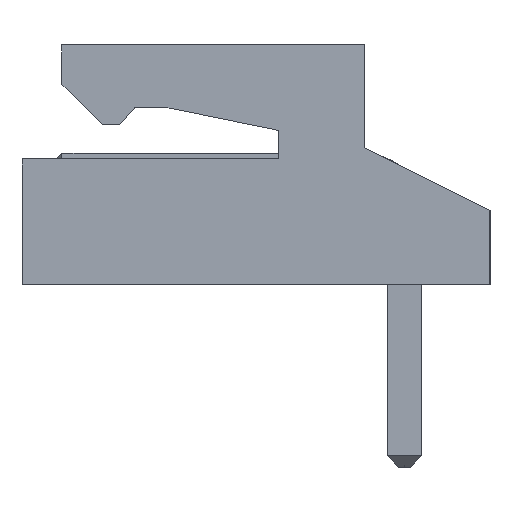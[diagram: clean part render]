
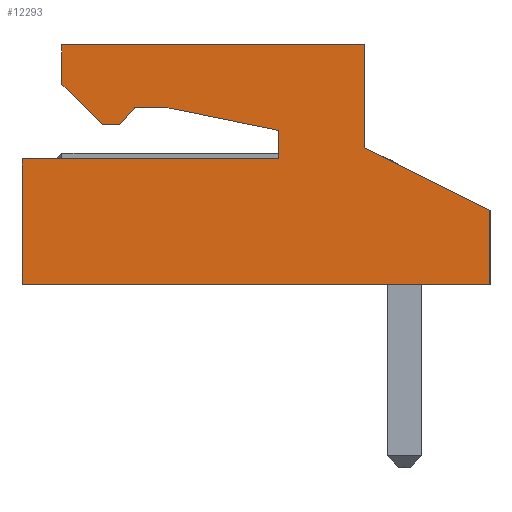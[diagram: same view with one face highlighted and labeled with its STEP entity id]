
A CAD part, left-side view. The second image highlights one B-rep face of the part: STEP entity #12293.
In plain terms, the highlighted face is planar.
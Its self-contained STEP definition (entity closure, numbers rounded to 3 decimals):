
#153 = DIRECTION ( 'NONE',  ( 0., 1., 0. ) ) ;
#382 = VERTEX_POINT ( 'NONE', #931 ) ;
#560 = EDGE_CURVE ( 'NONE', #12699, #4600, #10919, .T. ) ;
#594 = CARTESIAN_POINT ( 'NONE',  ( 2.5, 2.8, 5.286 ) ) ;
#931 = CARTESIAN_POINT ( 'NONE',  ( 2.5, 2.7, 2.2 ) ) ;
#971 = VECTOR ( 'NONE', #12075, 1000. ) ;
#996 = CARTESIAN_POINT ( 'NONE',  ( 2.5, 2.8, 5.286 ) ) ;
#1002 = CARTESIAN_POINT ( 'NONE',  ( 2.5, 2.4, 0.7 ) ) ;
#1058 = DIRECTION ( 'NONE',  ( 0., -1., 0. ) ) ;
#1081 = VECTOR ( 'NONE', #11862, 1000. ) ;
#1138 = CARTESIAN_POINT ( 'NONE',  ( 2.5, 3.1, 4.16 ) ) ;
#1177 = CARTESIAN_POINT ( 'NONE',  ( 2.5, 2.7, 2.2 ) ) ;
#1539 = EDGE_CURVE ( 'NONE', #2396, #8250, #9617, .T. ) ;
#1564 = VERTEX_POINT ( 'NONE', #5338 ) ;
#1615 = EDGE_CURVE ( 'NONE', #2447, #13520, #12877, .T. ) ;
#1927 = VECTOR ( 'NONE', #10077, 1000. ) ;
#2233 = EDGE_CURVE ( 'NONE', #1564, #2396, #7671, .T. ) ;
#2396 = VERTEX_POINT ( 'NONE', #6811 ) ;
#2411 = PLANE ( 'NONE',  #9084 ) ;
#2447 = VERTEX_POINT ( 'NONE', #13695 ) ;
#2566 = DIRECTION ( 'NONE',  ( -1., 0., 0. ) ) ;
#2593 = CARTESIAN_POINT ( 'NONE',  ( 2.5, 2.2, 2.2 ) ) ;
#2641 = EDGE_CURVE ( 'NONE', #8565, #7523, #9614, .T. ) ;
#2720 = EDGE_LOOP ( 'NONE', ( #12278, #7815, #10604, #2825, #13349, #4579, #9124, #11846, #10149, #2937, #9756, #5005, #13790, #9218 ) ) ;
#2825 = ORIENTED_EDGE ( 'NONE', *, *, #1539, .F. ) ;
#2937 = ORIENTED_EDGE ( 'NONE', *, *, #7302, .F. ) ;
#3571 = VECTOR ( 'NONE', #12616, 1000. ) ;
#3708 = VECTOR ( 'NONE', #9106, 1000. ) ;
#3943 = CARTESIAN_POINT ( 'NONE',  ( 2.5, 0., 6.7 ) ) ;
#4076 = DIRECTION ( 'NONE',  ( 0., 1., 0. ) ) ;
#4167 = CARTESIAN_POINT ( 'NONE',  ( 2.5, 0., 0.7 ) ) ;
#4344 = CARTESIAN_POINT ( 'NONE',  ( 2.5, 0., -1.5 ) ) ;
#4548 = LINE ( 'NONE', #1177, #971 ) ;
#4579 = ORIENTED_EDGE ( 'NONE', *, *, #8949, .F. ) ;
#4600 = VERTEX_POINT ( 'NONE', #6103 ) ;
#4914 = CARTESIAN_POINT ( 'NONE',  ( 2.5, 4.2, 6.7 ) ) ;
#5005 = ORIENTED_EDGE ( 'NONE', *, *, #1615, .F. ) ;
#5203 = DIRECTION ( 'NONE',  ( 0., 0., 1. ) ) ;
#5312 = CARTESIAN_POINT ( 'NONE',  ( 2.5, 2.4, 0.7 ) ) ;
#5336 = DIRECTION ( 'NONE',  ( 0., 1., 0. ) ) ;
#5338 = CARTESIAN_POINT ( 'NONE',  ( 2.5, 3.1, 4.721 ) ) ;
#5830 = CARTESIAN_POINT ( 'NONE',  ( 2.5, 2.2, 6.7 ) ) ;
#5868 = VECTOR ( 'NONE', #5203, 1000. ) ;
#6103 = CARTESIAN_POINT ( 'NONE',  ( 2.5, 4.2, 6. ) ) ;
#6457 = EDGE_CURVE ( 'NONE', #8250, #12699, #13984, .T. ) ;
#6811 = CARTESIAN_POINT ( 'NONE',  ( 2.5, 2.8, 4.986 ) ) ;
#7152 = CARTESIAN_POINT ( 'NONE',  ( 2.5, 0., 6.7 ) ) ;
#7302 = EDGE_CURVE ( 'NONE', #12343, #8344, #13657, .T. ) ;
#7523 = VERTEX_POINT ( 'NONE', #12363 ) ;
#7671 = LINE ( 'NONE', #13129, #10198 ) ;
#7691 = VECTOR ( 'NONE', #153, 1000. ) ;
#7815 = ORIENTED_EDGE ( 'NONE', *, *, #560, .F. ) ;
#7859 = VERTEX_POINT ( 'NONE', #1138 ) ;
#7986 = CARTESIAN_POINT ( 'NONE',  ( 2.5, 3.1, 4.721 ) ) ;
#8035 = EDGE_CURVE ( 'NONE', #4600, #7523, #10456, .T. ) ;
#8153 = EDGE_CURVE ( 'NONE', #382, #7859, #4548, .T. ) ;
#8240 = VECTOR ( 'NONE', #10161, 1000. ) ;
#8250 = VERTEX_POINT ( 'NONE', #594 ) ;
#8344 = VERTEX_POINT ( 'NONE', #11550 ) ;
#8556 = VECTOR ( 'NONE', #4076, 1000. ) ;
#8565 = VERTEX_POINT ( 'NONE', #1002 ) ;
#8805 = LINE ( 'NONE', #5312, #1081 ) ;
#8819 = CARTESIAN_POINT ( 'NONE',  ( 2.5, 3.5, 6. ) ) ;
#8931 = CARTESIAN_POINT ( 'NONE',  ( 2.5, 0., 6.7 ) ) ;
#8949 = EDGE_CURVE ( 'NONE', #7859, #1564, #12091, .T. ) ;
#9084 = AXIS2_PLACEMENT_3D ( 'NONE', #12263, #2566, #13249 ) ;
#9106 = DIRECTION ( 'NONE',  ( 0., 0., 1. ) ) ;
#9124 = ORIENTED_EDGE ( 'NONE', *, *, #8153, .F. ) ;
#9218 = ORIENTED_EDGE ( 'NONE', *, *, #2641, .T. ) ;
#9310 = EDGE_CURVE ( 'NONE', #12802, #382, #11075, .T. ) ;
#9320 = VECTOR ( 'NONE', #5336, 1000. ) ;
#9400 = CARTESIAN_POINT ( 'NONE',  ( 2.5, 1.3, -1.5 ) ) ;
#9614 = LINE ( 'NONE', #4167, #9320 ) ;
#9617 = LINE ( 'NONE', #996, #5868 ) ;
#9648 = EDGE_CURVE ( 'NONE', #8344, #12802, #13369, .T. ) ;
#9756 = ORIENTED_EDGE ( 'NONE', *, *, #11302, .T. ) ;
#9797 = DIRECTION ( 'NONE',  ( 0., -0.75, 0.661 ) ) ;
#9872 = CARTESIAN_POINT ( 'NONE',  ( 2.5, 3.5, 6. ) ) ;
#10077 = DIRECTION ( 'NONE',  ( 0., 1., 0. ) ) ;
#10149 = ORIENTED_EDGE ( 'NONE', *, *, #9648, .F. ) ;
#10161 = DIRECTION ( 'NONE',  ( 0., 0., -1. ) ) ;
#10198 = VECTOR ( 'NONE', #9797, 1000. ) ;
#10392 = VECTOR ( 'NONE', #12526, 1000. ) ;
#10402 = LINE ( 'NONE', #7152, #3571 ) ;
#10456 = LINE ( 'NONE', #4914, #10392 ) ;
#10604 = ORIENTED_EDGE ( 'NONE', *, *, #6457, .F. ) ;
#10765 = EDGE_CURVE ( 'NONE', #8565, #2447, #8805, .T. ) ;
#10919 = LINE ( 'NONE', #13106, #7691 ) ;
#11075 = LINE ( 'NONE', #2593, #1927 ) ;
#11159 = CARTESIAN_POINT ( 'NONE',  ( 2.5, 2.2, 2.2 ) ) ;
#11252 = FACE_OUTER_BOUND ( 'NONE', #2720, .T. ) ;
#11302 = EDGE_CURVE ( 'NONE', #12343, #13520, #10402, .T. ) ;
#11309 = VECTOR ( 'NONE', #1058, 1000. ) ;
#11334 = VECTOR ( 'NONE', #12090, 1000. ) ;
#11550 = CARTESIAN_POINT ( 'NONE',  ( 2.5, 2.2, 6.7 ) ) ;
#11846 = ORIENTED_EDGE ( 'NONE', *, *, #9310, .F. ) ;
#11862 = DIRECTION ( 'NONE',  ( 0., -0.447, -0.894 ) ) ;
#12075 = DIRECTION ( 'NONE',  ( 0., 0.2, 0.98 ) ) ;
#12090 = DIRECTION ( 'NONE',  ( 0., 0.7, 0.714 ) ) ;
#12091 = LINE ( 'NONE', #7986, #3708 ) ;
#12263 = CARTESIAN_POINT ( 'NONE',  ( 2.5, 0., 6.7 ) ) ;
#12278 = ORIENTED_EDGE ( 'NONE', *, *, #8035, .F. ) ;
#12293 = ADVANCED_FACE ( 'NONE', ( #11252 ), #2411, .F. ) ;
#12343 = VERTEX_POINT ( 'NONE', #8931 ) ;
#12363 = CARTESIAN_POINT ( 'NONE',  ( 2.5, 4.2, 0.7 ) ) ;
#12526 = DIRECTION ( 'NONE',  ( 0., 0., -1. ) ) ;
#12616 = DIRECTION ( 'NONE',  ( 0., 0., -1. ) ) ;
#12699 = VERTEX_POINT ( 'NONE', #9872 ) ;
#12802 = VERTEX_POINT ( 'NONE', #11159 ) ;
#12877 = LINE ( 'NONE', #9400, #11309 ) ;
#13106 = CARTESIAN_POINT ( 'NONE',  ( 2.5, 4.2, 6. ) ) ;
#13129 = CARTESIAN_POINT ( 'NONE',  ( 2.5, 2.8, 4.986 ) ) ;
#13249 = DIRECTION ( 'NONE',  ( 0., -1., 0. ) ) ;
#13349 = ORIENTED_EDGE ( 'NONE', *, *, #2233, .F. ) ;
#13369 = LINE ( 'NONE', #5830, #8240 ) ;
#13520 = VERTEX_POINT ( 'NONE', #4344 ) ;
#13657 = LINE ( 'NONE', #3943, #8556 ) ;
#13695 = CARTESIAN_POINT ( 'NONE',  ( 2.5, 1.3, -1.5 ) ) ;
#13790 = ORIENTED_EDGE ( 'NONE', *, *, #10765, .F. ) ;
#13984 = LINE ( 'NONE', #8819, #11334 ) ;
